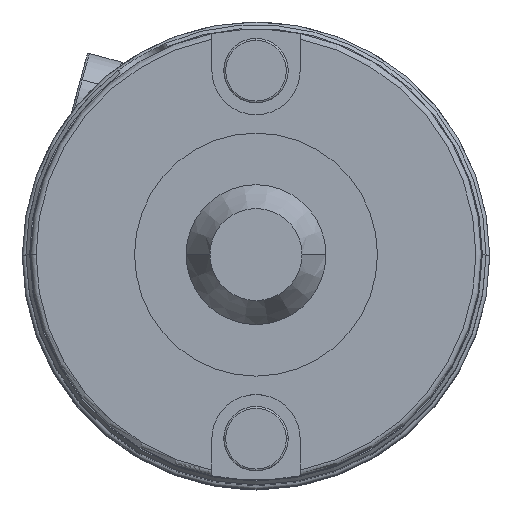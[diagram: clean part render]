
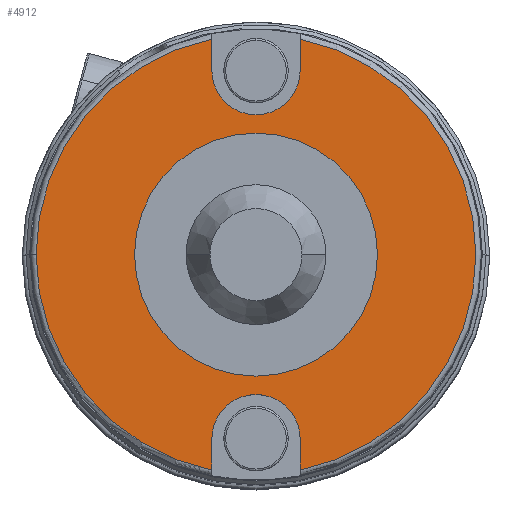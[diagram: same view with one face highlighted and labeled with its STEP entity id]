
A CAD part, top view. The second image highlights one B-rep face of the part: STEP entity #4912.
In plain terms, the highlighted planar face has unit normal (0, 0, 1).
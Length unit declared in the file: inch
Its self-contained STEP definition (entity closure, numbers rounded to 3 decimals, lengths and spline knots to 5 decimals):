
#43 = ORIENTED_EDGE ( 'NONE', *, *, #7439, .T. ) ;
#72 = FACE_BOUND ( 'NONE', #2399, .T. ) ;
#135 = ORIENTED_EDGE ( 'NONE', *, *, #10302, .F. ) ;
#189 = DIRECTION ( 'NONE',  ( -1., 0., 0. ) ) ;
#204 = AXIS2_PLACEMENT_3D ( 'NONE', #3203, #6563, #8235 ) ;
#245 = ORIENTED_EDGE ( 'NONE', *, *, #2716, .F. ) ;
#373 = CARTESIAN_POINT ( 'NONE',  ( 0.24, 1., 5.187 ) ) ;
#464 = CARTESIAN_POINT ( 'NONE',  ( -0.66, 0., 5.187 ) ) ;
#496 = EDGE_CURVE ( 'NONE', #9053, #6821, #6965, .T. ) ;
#587 = VERTEX_POINT ( 'NONE', #9932 ) ;
#698 = ORIENTED_EDGE ( 'NONE', *, *, #7526, .F. ) ;
#775 = CARTESIAN_POINT ( 'NONE',  ( 0., 0.66, 5.187 ) ) ;
#840 = CARTESIAN_POINT ( 'NONE',  ( 0.24, -1., 5.187 ) ) ;
#843 = DIRECTION ( 'NONE',  ( 0., 0., 1. ) ) ;
#894 = DIRECTION ( 'NONE',  ( 1., 0., 0. ) ) ;
#958 = VERTEX_POINT ( 'NONE', #6798 ) ;
#1015 = VERTEX_POINT ( 'NONE', #840 ) ;
#1017 = CIRCLE ( 'NONE', #7900, 0.66 ) ;
#1150 = AXIS2_PLACEMENT_3D ( 'NONE', #8232, #843, #894 ) ;
#1157 = DIRECTION ( 'NONE',  ( 0., 0., 1. ) ) ;
#1229 = EDGE_LOOP ( 'NONE', ( #698, #245, #43, #135, #6453, #3057, #7054, #1992, #4075 ) ) ;
#1255 = DIRECTION ( 'NONE',  ( 0., 0., 1. ) ) ;
#1356 = AXIS2_PLACEMENT_3D ( 'NONE', #2493, #4918, #189 ) ;
#1482 = CARTESIAN_POINT ( 'NONE',  ( 0., 0., 5.187 ) ) ;
#1649 = VERTEX_POINT ( 'NONE', #8700 ) ;
#1761 = DIRECTION ( 'NONE',  ( 0., -1., 0. ) ) ;
#1924 = DIRECTION ( 'NONE',  ( 0., 0., 1. ) ) ;
#1934 = LINE ( 'NONE', #6960, #8667 ) ;
#1992 = ORIENTED_EDGE ( 'NONE', *, *, #9289, .T. ) ;
#2087 = CARTESIAN_POINT ( 'NONE',  ( 0., 1., 5.187 ) ) ;
#2123 = DIRECTION ( 'NONE',  ( -1., 0., 0. ) ) ;
#2399 = EDGE_LOOP ( 'NONE', ( #10625, #10533 ) ) ;
#2447 = CARTESIAN_POINT ( 'NONE',  ( -0.24, 1., 5.187 ) ) ;
#2488 = CARTESIAN_POINT ( 'NONE',  ( 0.24, -1.3, 5.187 ) ) ;
#2493 = CARTESIAN_POINT ( 'NONE',  ( 0., 0., 5.187 ) ) ;
#2647 = PLANE ( 'NONE',  #4611 ) ;
#2716 = EDGE_CURVE ( 'NONE', #7560, #1015, #3343, .T. ) ;
#2848 = DIRECTION ( 'NONE',  ( 0., 1., 0. ) ) ;
#2924 = CARTESIAN_POINT ( 'NONE',  ( 0., -1., 5.187 ) ) ;
#2947 = CIRCLE ( 'NONE', #204, 1.195 ) ;
#3012 = CARTESIAN_POINT ( 'NONE',  ( -1.195, 0., 5.187 ) ) ;
#3057 = ORIENTED_EDGE ( 'NONE', *, *, #7356, .F. ) ;
#3203 = CARTESIAN_POINT ( 'NONE',  ( 0., 0., 5.187 ) ) ;
#3343 = LINE ( 'NONE', #2488, #8197 ) ;
#3393 = VECTOR ( 'NONE', #8775, 39.37008 ) ;
#3499 = EDGE_CURVE ( 'NONE', #8262, #1649, #5213, .T. ) ;
#3565 = AXIS2_PLACEMENT_3D ( 'NONE', #2924, #1157, #2123 ) ;
#3859 = EDGE_CURVE ( 'NONE', #4059, #958, #4921, .T. ) ;
#3901 = CIRCLE ( 'NONE', #4591, 0.24 ) ;
#3954 = LINE ( 'NONE', #2447, #3393 ) ;
#4059 = VERTEX_POINT ( 'NONE', #464 ) ;
#4075 = ORIENTED_EDGE ( 'NONE', *, *, #3499, .F. ) ;
#4086 = CIRCLE ( 'NONE', #3565, 0.24 ) ;
#4269 = VERTEX_POINT ( 'NONE', #373 ) ;
#4298 = EDGE_CURVE ( 'NONE', #587, #4269, #3901, .T. ) ;
#4490 = CARTESIAN_POINT ( 'NONE',  ( 0.24, -1.17065, 5.187 ) ) ;
#4591 = AXIS2_PLACEMENT_3D ( 'NONE', #2087, #1924, #5372 ) ;
#4611 = AXIS2_PLACEMENT_3D ( 'NONE', #775, #8373, #9226 ) ;
#4912 = ADVANCED_FACE ( 'NONE', ( #10035, #72 ), #2647, .F. ) ;
#4918 = DIRECTION ( 'NONE',  ( 0., 0., 1. ) ) ;
#4921 = CIRCLE ( 'NONE', #1150, 0.66 ) ;
#5213 = LINE ( 'NONE', #7649, #9054 ) ;
#5325 = CARTESIAN_POINT ( 'NONE',  ( 0.24, 1.17065, 5.187 ) ) ;
#5372 = DIRECTION ( 'NONE',  ( -1., 0., 0. ) ) ;
#5774 = DIRECTION ( 'NONE',  ( 0., 1., 0. ) ) ;
#5991 = CIRCLE ( 'NONE', #1356, 1.195 ) ;
#6453 = ORIENTED_EDGE ( 'NONE', *, *, #4298, .F. ) ;
#6563 = DIRECTION ( 'NONE',  ( 0., 0., 1. ) ) ;
#6798 = CARTESIAN_POINT ( 'NONE',  ( 0.66, 0., 5.187 ) ) ;
#6821 = VERTEX_POINT ( 'NONE', #3012 ) ;
#6960 = CARTESIAN_POINT ( 'NONE',  ( 0.24, 1.3, 5.187 ) ) ;
#6965 = CIRCLE ( 'NONE', #8853, 1.195 ) ;
#7054 = ORIENTED_EDGE ( 'NONE', *, *, #496, .T. ) ;
#7336 = CARTESIAN_POINT ( 'NONE',  ( -0.24, -1., 5.187 ) ) ;
#7356 = EDGE_CURVE ( 'NONE', #9053, #587, #3954, .T. ) ;
#7439 = EDGE_CURVE ( 'NONE', #7560, #9093, #5991, .T. ) ;
#7526 = EDGE_CURVE ( 'NONE', #1015, #8262, #4086, .T. ) ;
#7560 = VERTEX_POINT ( 'NONE', #4490 ) ;
#7649 = CARTESIAN_POINT ( 'NONE',  ( -0.24, -1., 5.187 ) ) ;
#7900 = AXIS2_PLACEMENT_3D ( 'NONE', #10142, #1255, #9443 ) ;
#7985 = EDGE_CURVE ( 'NONE', #958, #4059, #1017, .T. ) ;
#8197 = VECTOR ( 'NONE', #5774, 39.37008 ) ;
#8232 = CARTESIAN_POINT ( 'NONE',  ( 0., 0., 5.187 ) ) ;
#8235 = DIRECTION ( 'NONE',  ( -1., 0., 0. ) ) ;
#8262 = VERTEX_POINT ( 'NONE', #7336 ) ;
#8373 = DIRECTION ( 'NONE',  ( 0., 0., -1. ) ) ;
#8467 = CARTESIAN_POINT ( 'NONE',  ( -0.24, 1.17065, 5.187 ) ) ;
#8667 = VECTOR ( 'NONE', #2848, 39.37008 ) ;
#8700 = CARTESIAN_POINT ( 'NONE',  ( -0.24, -1.17065, 5.187 ) ) ;
#8771 = DIRECTION ( 'NONE',  ( -1., 0., 0. ) ) ;
#8775 = DIRECTION ( 'NONE',  ( 0., -1., 0. ) ) ;
#8853 = AXIS2_PLACEMENT_3D ( 'NONE', #1482, #10323, #8771 ) ;
#9053 = VERTEX_POINT ( 'NONE', #8467 ) ;
#9054 = VECTOR ( 'NONE', #1761, 39.37008 ) ;
#9093 = VERTEX_POINT ( 'NONE', #5325 ) ;
#9226 = DIRECTION ( 'NONE',  ( -1., 0., 0. ) ) ;
#9289 = EDGE_CURVE ( 'NONE', #6821, #1649, #2947, .T. ) ;
#9443 = DIRECTION ( 'NONE',  ( 1., 0., 0. ) ) ;
#9932 = CARTESIAN_POINT ( 'NONE',  ( -0.24, 1., 5.187 ) ) ;
#10035 = FACE_OUTER_BOUND ( 'NONE', #1229, .T. ) ;
#10142 = CARTESIAN_POINT ( 'NONE',  ( 0., 0., 5.187 ) ) ;
#10302 = EDGE_CURVE ( 'NONE', #4269, #9093, #1934, .T. ) ;
#10323 = DIRECTION ( 'NONE',  ( 0., 0., 1. ) ) ;
#10533 = ORIENTED_EDGE ( 'NONE', *, *, #3859, .F. ) ;
#10625 = ORIENTED_EDGE ( 'NONE', *, *, #7985, .F. ) ;
